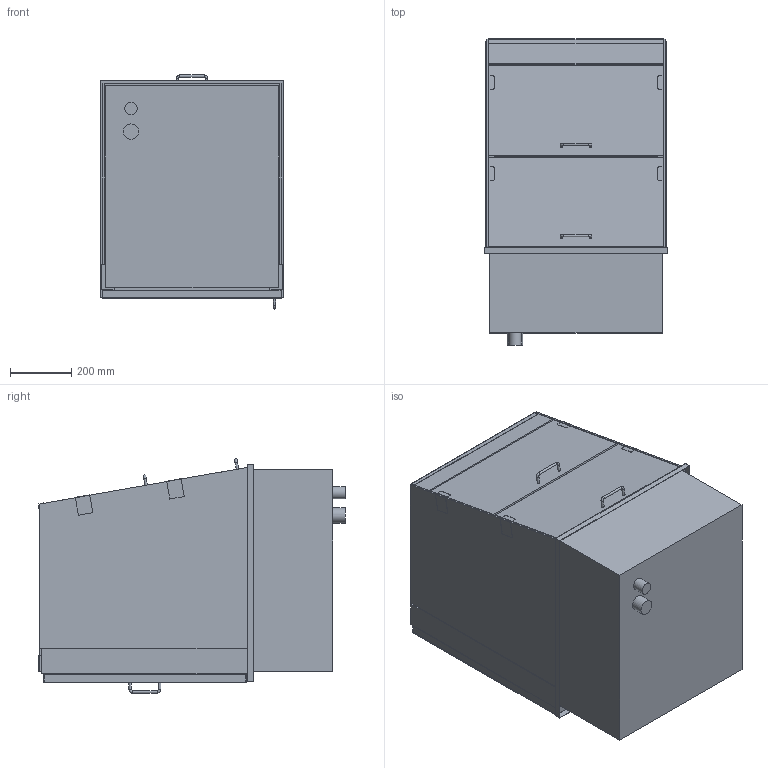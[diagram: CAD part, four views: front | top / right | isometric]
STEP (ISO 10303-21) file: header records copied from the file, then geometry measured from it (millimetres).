
FILE_DESCRIPTION (( 'STEP AP214' ), '1' );
FILE_NAME ('EU357465_Foodstation Cold Flaps 70-Z.STEP', '2022-04-25T10:44:29', ( '' ), ( '' ), 'SwSTEP 2.0', 'SolidWorks 2017', '' );
FILE_SCHEMA (( 'AUTOMOTIVE_DESIGN' ));
Length unit declared in the file: millimetre
Products named in the file (1): EU357465_Foodstation Cold Flaps 70-Z
Bounding box: 600 x 1001 x 765.9 mm (x, y, z)
Volume: 71420650.3 mm3; surface area: 10055102.8 mm2
Topology: 41 solids, 41 shells, 422 faces, 951 edges, 618 vertices
Faces by surface type: plane 317, cylinder 83, torus 22
Full cylindrical faces by diameter (mm): 8 x9, 40 x1, 50 x1
Entity records: 12504 total; most frequent: CARTESIAN_POINT 1975, DIRECTION 1962, ORIENTED_EDGE 1868, EDGE_CURVE 934, LINE 752, VECTOR 752, VERTEX_POINT 618, AXIS2_PLACEMENT_3D 605
